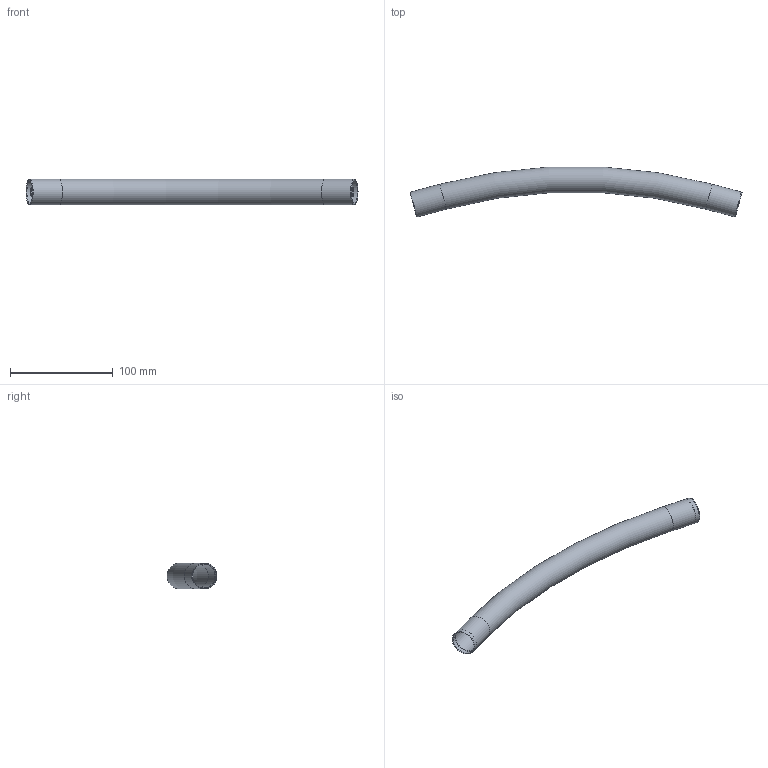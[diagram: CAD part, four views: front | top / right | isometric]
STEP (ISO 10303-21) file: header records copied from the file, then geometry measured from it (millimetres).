
FILE_DESCRIPTION(/* description */ (''),/* implementation_level */ '2;1');
FILE_NAME(/* name */ '734520z.stp',/* time_stamp */ '2026-01-08T13:31:41+01:00',/* author */ ('corinna'),/* organization */ (''),/* preprocessor_version */ 'ST-DEVELOPER v20',/* originating_system */ 'Autodesk Inventor 2024',/* authorisation */ '');
FILE_SCHEMA (('AUTOMOTIVE_DESIGN { 1 0 10303 214 3 1 1 }'));
Length unit declared in the file: millimetre
Products named in the file (1): 734520z
Bounding box: 323.15 x 48.54 x 25 mm (x, y, z)
Volume: 18667.2 mm3; surface area: 49048.2 mm2
Topology: 1 solids, 1 shells, 20 faces, 42 edges, 24 vertices
Faces by surface type: torus 6, cylinder 6, cone 6, plane 2
Full cylindrical faces by diameter (mm): 23.46 x2, 23.96 x2, 25 x2
Entity records: 587 total; most frequent: DIRECTION 114, CARTESIAN_POINT 87, ORIENTED_EDGE 84, AXIS2_PLACEMENT_3D 51, EDGE_CURVE 42, CIRCLE 30, VERTEX_POINT 24, EDGE_LOOP 22
